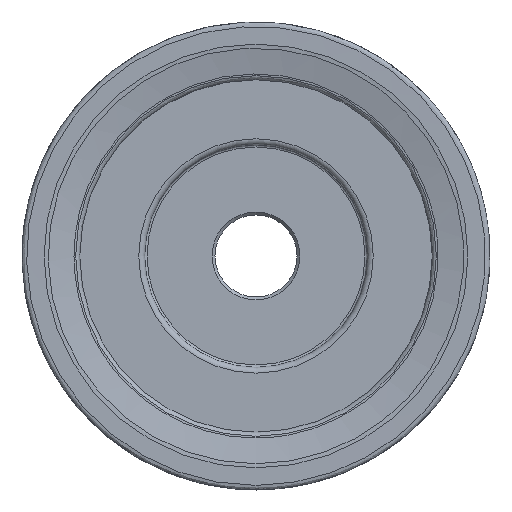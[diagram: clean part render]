
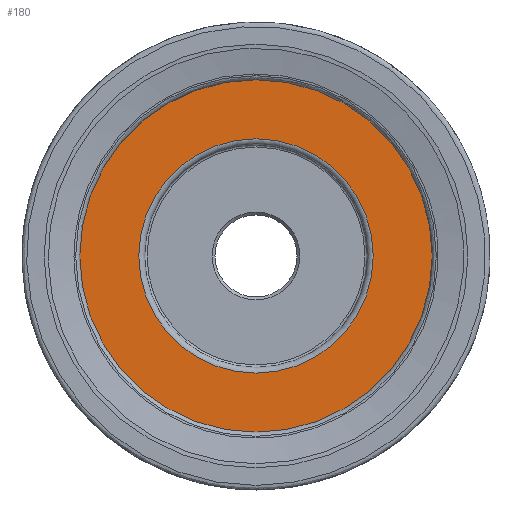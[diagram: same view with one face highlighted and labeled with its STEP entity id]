
A CAD part, front view. The second image highlights one B-rep face of the part: STEP entity #180.
In plain terms, the highlighted planar face has unit normal (0, -1, 0).
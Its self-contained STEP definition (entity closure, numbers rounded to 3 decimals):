
#51=PLANE('',#878);
#180=ADVANCED_FACE('',(#309,#310),#51,.T.);
#309=FACE_BOUND('',#389,.T.);
#310=FACE_BOUND('',#390,.T.);
#389=EDGE_LOOP('',(#493));
#390=EDGE_LOOP('',(#494));
#493=ORIENTED_EDGE('',*,*,#727,.T.);
#494=ORIENTED_EDGE('',*,*,#728,.T.);
#657=VERTEX_POINT('',#1459);
#658=VERTEX_POINT('',#1461);
#727=EDGE_CURVE('',#657,#657,#809,.T.);
#728=EDGE_CURVE('',#658,#658,#810,.T.);
#809=CIRCLE('',#876,20.);
#810=CIRCLE('',#877,30.532);
#876=AXIS2_PLACEMENT_3D('',#1458,#1009,#1010);
#877=AXIS2_PLACEMENT_3D('',#1460,#1011,#1012);
#878=AXIS2_PLACEMENT_3D('',#1462,#1013,#1014);
#1009=DIRECTION('',(0.,1.,0.));
#1010=DIRECTION('',(0.,0.,-1.));
#1011=DIRECTION('',(0.,-1.,0.));
#1012=DIRECTION('',(0.,0.,-1.));
#1013=DIRECTION('',(0.,-1.,0.));
#1014=DIRECTION('',(0.,0.,-1.));
#1458=CARTESIAN_POINT('',(-7.914,-13.52,-1.392));
#1459=CARTESIAN_POINT('',(-7.914,-13.52,-21.392));
#1460=CARTESIAN_POINT('',(-7.914,-13.52,-1.392));
#1461=CARTESIAN_POINT('',(-7.914,-13.52,-31.924));
#1462=CARTESIAN_POINT('',(-7.914,-13.52,-1.392));
